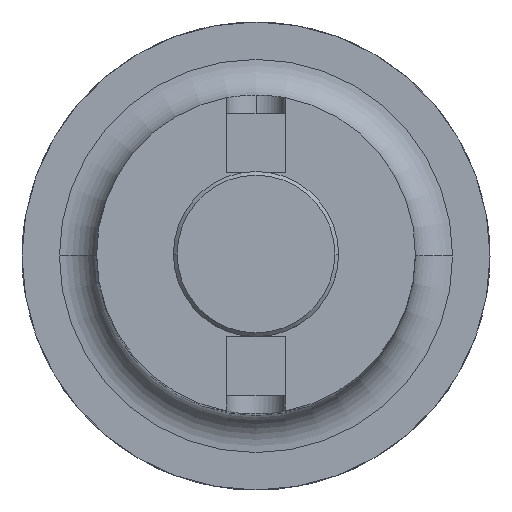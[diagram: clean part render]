
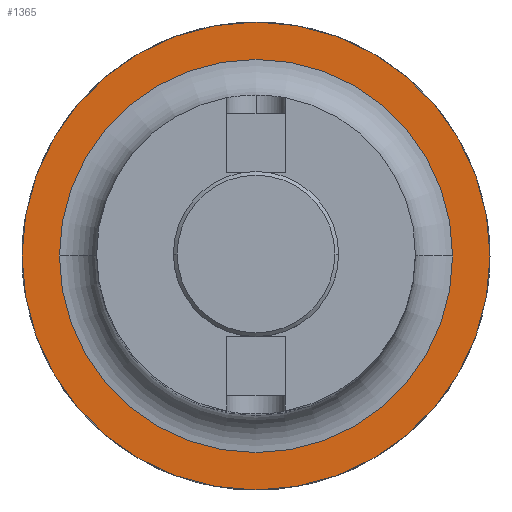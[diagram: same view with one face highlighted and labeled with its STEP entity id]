
A CAD part, top view. The second image highlights one B-rep face of the part: STEP entity #1365.
In plain terms, the highlighted planar face has unit normal (0, 0, 1).
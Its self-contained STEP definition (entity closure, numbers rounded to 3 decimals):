
#41 = AXIS2_PLACEMENT_3D ( 'NONE', #1839, #697, #1628 ) ;
#47 = VERTEX_POINT ( 'NONE', #1569 ) ;
#126 = ORIENTED_EDGE ( 'NONE', *, *, #1908, .T. ) ;
#150 = DIRECTION ( 'NONE',  ( -1., 0., 0. ) ) ;
#170 = VERTEX_POINT ( 'NONE', #1998 ) ;
#190 = CARTESIAN_POINT ( 'NONE',  ( 26.463, 0., 27. ) ) ;
#224 = DIRECTION ( 'NONE',  ( 0., 0., -1. ) ) ;
#403 = EDGE_CURVE ( 'NONE', #1725, #1136, #705, .T. ) ;
#470 = EDGE_LOOP ( 'NONE', ( #1250, #2407 ) ) ;
#478 = CIRCLE ( 'NONE', #41, 31.5 ) ;
#496 = CIRCLE ( 'NONE', #911, 31.5 ) ;
#604 = CARTESIAN_POINT ( 'NONE',  ( 0., 0., 27. ) ) ;
#617 = CIRCLE ( 'NONE', #1649, 26.463 ) ;
#697 = DIRECTION ( 'NONE',  ( 0., 0., -1. ) ) ;
#705 = CIRCLE ( 'NONE', #1845, 26.463 ) ;
#868 = EDGE_CURVE ( 'NONE', #170, #47, #478, .T. ) ;
#891 = FACE_BOUND ( 'NONE', #1452, .T. ) ;
#911 = AXIS2_PLACEMENT_3D ( 'NONE', #918, #1678, #2259 ) ;
#918 = CARTESIAN_POINT ( 'NONE',  ( 0., 0., 27. ) ) ;
#1081 = CARTESIAN_POINT ( 'NONE',  ( 0., 0., 27. ) ) ;
#1136 = VERTEX_POINT ( 'NONE', #1749 ) ;
#1247 = DIRECTION ( 'NONE',  ( -1., 0., 0. ) ) ;
#1250 = ORIENTED_EDGE ( 'NONE', *, *, #1457, .F. ) ;
#1269 = DIRECTION ( 'NONE',  ( 0., 0., -1. ) ) ;
#1365 = ADVANCED_FACE ( 'NONE', ( #891, #1615 ), #1636, .F. ) ;
#1452 = EDGE_LOOP ( 'NONE', ( #126, #1969 ) ) ;
#1457 = EDGE_CURVE ( 'NONE', #47, #170, #496, .T. ) ;
#1569 = CARTESIAN_POINT ( 'NONE',  ( -31.5, 0., 27. ) ) ;
#1615 = FACE_OUTER_BOUND ( 'NONE', #470, .T. ) ;
#1628 = DIRECTION ( 'NONE',  ( -1., 0., 0. ) ) ;
#1636 = PLANE ( 'NONE',  #2117 ) ;
#1649 = AXIS2_PLACEMENT_3D ( 'NONE', #1081, #1269, #150 ) ;
#1654 = DIRECTION ( 'NONE',  ( 0., 0., -1. ) ) ;
#1678 = DIRECTION ( 'NONE',  ( 0., 0., -1. ) ) ;
#1720 = DIRECTION ( 'NONE',  ( -1., 0., 0. ) ) ;
#1725 = VERTEX_POINT ( 'NONE', #190 ) ;
#1749 = CARTESIAN_POINT ( 'NONE',  ( -26.463, 0., 27. ) ) ;
#1828 = CARTESIAN_POINT ( 'NONE',  ( 0., 0., 27. ) ) ;
#1839 = CARTESIAN_POINT ( 'NONE',  ( 0., 0., 27. ) ) ;
#1845 = AXIS2_PLACEMENT_3D ( 'NONE', #604, #224, #1720 ) ;
#1908 = EDGE_CURVE ( 'NONE', #1136, #1725, #617, .T. ) ;
#1969 = ORIENTED_EDGE ( 'NONE', *, *, #403, .T. ) ;
#1998 = CARTESIAN_POINT ( 'NONE',  ( 31.5, 0., 27. ) ) ;
#2117 = AXIS2_PLACEMENT_3D ( 'NONE', #1828, #1654, #1247 ) ;
#2259 = DIRECTION ( 'NONE',  ( -1., 0., 0. ) ) ;
#2407 = ORIENTED_EDGE ( 'NONE', *, *, #868, .F. ) ;
